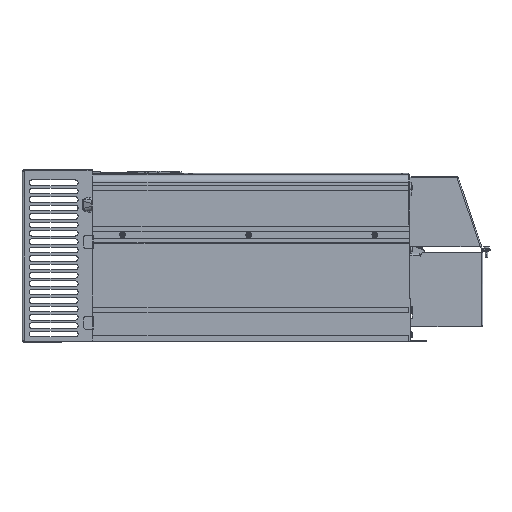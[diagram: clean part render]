
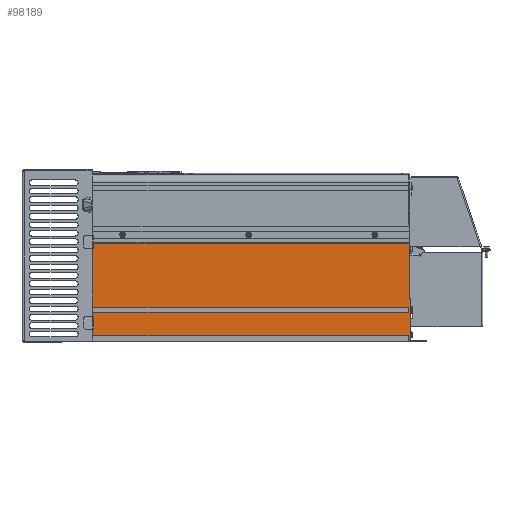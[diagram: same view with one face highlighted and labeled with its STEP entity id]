
A CAD part, left-side view. The second image highlights one B-rep face of the part: STEP entity #98189.
In plain terms, the highlighted face is planar.
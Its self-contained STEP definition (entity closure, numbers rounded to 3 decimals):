
#7899=DIRECTION('',(0.,0.,1.));
#7900=VECTOR('',#7899,60.);
#7901=CARTESIAN_POINT('',(-115.,-230.45,2.5));
#7902=LINE('',#7901,#7900);
#8041=DIRECTION('',(0.,1.,0.));
#8042=VECTOR('',#8041,17.8);
#8043=CARTESIAN_POINT('',(-115.,-248.25,2.5));
#8044=LINE('',#8043,#8042);
#8379=DIRECTION('',(0.,-1.,0.));
#8380=VECTOR('',#8379,12.);
#8381=CARTESIAN_POINT('',(-115.,223.75,1.));
#8382=LINE('',#8381,#8380);
#12434=DIRECTION('',(0.,0.,1.));
#12435=VECTOR('',#12434,78.6);
#12436=CARTESIAN_POINT('',(-115.,-229.45,62.5));
#12437=LINE('',#12436,#12435);
#14172=DIRECTION('',(0.,1.,0.));
#14173=VECTOR('',#14172,1.);
#14174=CARTESIAN_POINT('',(-115.,-230.45,62.5));
#14175=LINE('',#14174,#14173);
#14192=DIRECTION('',(0.,-1.,0.));
#14193=VECTOR('',#14192,453.207);
#14194=CARTESIAN_POINT('',(-115.019,223.757,
141.105));
#14195=LINE('',#14194,#14193);
#14196=DIRECTION('',(0.,1.,0.));
#14197=VECTOR('',#14196,460.);
#14198=CARTESIAN_POINT('',(-115.,-248.25,0.));
#14199=LINE('',#14198,#14197);
#14200=DIRECTION('',(0.,0.,-1.));
#14201=VECTOR('',#14200,1.);
#14202=CARTESIAN_POINT('',(-115.,223.75,1.));
#14203=LINE('',#14202,#14201);
#14204=DIRECTION('',(0.,1.,0.));
#14205=VECTOR('',#14204,36.);
#14206=CARTESIAN_POINT('',(-115.,223.75,0.));
#14207=LINE('',#14206,#14205);
#14208=DIRECTION('',(0.,-1.,0.));
#14209=VECTOR('',#14208,33.);
#14210=CARTESIAN_POINT('',(-115.,259.75,2.5));
#14211=LINE('',#14210,#14209);
#14212=DIRECTION('',(0.,-1.,0.));
#14213=VECTOR('',#14212,3.);
#14214=CARTESIAN_POINT('',(-115.,226.75,2.5));
#14215=LINE('',#14214,#14213);
#14216=DIRECTION('',(0.,0.,-1.));
#14217=VECTOR('',#14216,1.4);
#14218=CARTESIAN_POINT('',(-115.,223.75,2.5));
#14219=LINE('',#14218,#14217);
#14220=DIRECTION('',(0.,1.,0.));
#14221=VECTOR('',#14220,451.7);
#14222=CARTESIAN_POINT('',(-115.,-227.95,9.1));
#14223=LINE('',#14222,#14221);
#14224=DIRECTION('',(0.,0.,1.));
#14225=VECTOR('',#14224,12.4);
#14226=CARTESIAN_POINT('',(-115.,223.75,9.1));
#14227=LINE('',#14226,#14225);
#14228=DIRECTION('',(0.,0.,1.));
#14229=VECTOR('',#14228,12.);
#14230=CARTESIAN_POINT('',(-115.,223.75,21.5));
#14231=LINE('',#14230,#14229);
#14232=DIRECTION('',(0.,0.,1.));
#14233=VECTOR('',#14232,8.6);
#14234=CARTESIAN_POINT('',(-115.,223.75,33.5));
#14235=LINE('',#14234,#14233);
#14236=DIRECTION('',(0.,1.,0.));
#14237=VECTOR('',#14236,451.7);
#14238=CARTESIAN_POINT('',(-115.,-227.95,48.7));
#14239=LINE('',#14238,#14237);
#14240=DIRECTION('',(0.,0.,1.));
#14241=VECTOR('',#14240,87.8);
#14242=CARTESIAN_POINT('',(-115.,223.75,48.7));
#14243=LINE('',#14242,#14241);
#14244=DIRECTION('',(-0.004,0.002,1.));
#14245=VECTOR('',#14244,4.605);
#14246=CARTESIAN_POINT('',(-115.,223.75,136.5));
#14247=LINE('',#14246,#14245);
#14559=DIRECTION('',(0.,0.,-1.));
#14560=VECTOR('',#14559,6.6);
#14561=CARTESIAN_POINT('',(-115.,-227.95,48.7));
#14562=LINE('',#14561,#14560);
#14571=DIRECTION('',(0.,1.,0.));
#14572=VECTOR('',#14571,451.7);
#14573=CARTESIAN_POINT('',(-115.,-227.95,42.1));
#14574=LINE('',#14573,#14572);
#15470=DIRECTION('',(0.,0.,-1.));
#15471=VECTOR('',#15470,8.);
#15472=CARTESIAN_POINT('',(-115.,-227.95,9.1));
#15473=LINE('',#15472,#15471);
#15482=DIRECTION('',(0.,1.,0.));
#15483=VECTOR('',#15482,451.7);
#15484=CARTESIAN_POINT('',(-115.,-227.95,1.1));
#15485=LINE('',#15484,#15483);
#33446=DIRECTION('',(0.,0.,1.));
#33447=VECTOR('',#33446,2.5);
#33448=CARTESIAN_POINT('',(-115.,-248.25,0.));
#33449=LINE('',#33448,#33447);
#33518=DIRECTION('',(0.,0.,-1.));
#33519=VECTOR('',#33518,1.);
#33520=CARTESIAN_POINT('',(-115.,211.75,1.));
#33521=LINE('',#33520,#33519);
#33570=DIRECTION('',(0.,0.,-1.));
#33571=VECTOR('',#33570,2.5);
#33572=CARTESIAN_POINT('',(-115.,259.75,2.5));
#33573=LINE('',#33572,#33571);
#62971=CARTESIAN_POINT('',(-115.,-230.45,2.5));
#62972=VERTEX_POINT('',#62971);
#62973=CARTESIAN_POINT('',(-115.,-230.45,62.5));
#62974=VERTEX_POINT('',#62973);
#63055=CARTESIAN_POINT('',(-115.,-227.95,9.1));
#63056=CARTESIAN_POINT('',(-115.,-227.95,1.1));
#63057=VERTEX_POINT('',#63055);
#63058=VERTEX_POINT('',#63056);
#63071=CARTESIAN_POINT('',(-115.,-227.95,48.7));
#63072=CARTESIAN_POINT('',(-115.,-227.95,42.1));
#63073=VERTEX_POINT('',#63071);
#63074=VERTEX_POINT('',#63072);
#63740=CARTESIAN_POINT('',(-115.019,223.757,
141.105));
#63741=CARTESIAN_POINT('',(-115.,-229.45,141.1));
#63742=VERTEX_POINT('',#63740);
#63743=VERTEX_POINT('',#63741);
#63744=CARTESIAN_POINT('',(-115.,-229.45,62.5));
#63745=VERTEX_POINT('',#63744);
#63746=CARTESIAN_POINT('',(-115.,-248.25,2.5));
#63747=VERTEX_POINT('',#63746);
#63748=CARTESIAN_POINT('',(-115.,-248.25,0.));
#63749=VERTEX_POINT('',#63748);
#63750=CARTESIAN_POINT('',(-115.,211.75,0.));
#63751=VERTEX_POINT('',#63750);
#63752=CARTESIAN_POINT('',(-115.,211.75,1.));
#63753=VERTEX_POINT('',#63752);
#63754=CARTESIAN_POINT('',(-115.,223.75,1.));
#63755=VERTEX_POINT('',#63754);
#63756=CARTESIAN_POINT('',(-115.,223.75,0.));
#63757=VERTEX_POINT('',#63756);
#63758=CARTESIAN_POINT('',(-115.,259.75,0.));
#63759=VERTEX_POINT('',#63758);
#63760=CARTESIAN_POINT('',(-115.,259.75,2.5));
#63761=VERTEX_POINT('',#63760);
#63762=CARTESIAN_POINT('',(-115.,226.75,2.5));
#63763=VERTEX_POINT('',#63762);
#63764=CARTESIAN_POINT('',(-115.,223.75,2.5));
#63765=VERTEX_POINT('',#63764);
#63766=CARTESIAN_POINT('',(-115.,223.75,1.1));
#63767=VERTEX_POINT('',#63766);
#63768=CARTESIAN_POINT('',(-115.,223.75,9.1));
#63769=VERTEX_POINT('',#63768);
#63770=CARTESIAN_POINT('',(-115.,223.75,21.5));
#63771=VERTEX_POINT('',#63770);
#63772=CARTESIAN_POINT('',(-115.,223.75,33.5));
#63773=VERTEX_POINT('',#63772);
#63774=CARTESIAN_POINT('',(-115.,223.75,42.1));
#63775=VERTEX_POINT('',#63774);
#63776=CARTESIAN_POINT('',(-115.,223.75,48.7));
#63777=VERTEX_POINT('',#63776);
#63778=CARTESIAN_POINT('',(-115.,223.75,136.5));
#63779=VERTEX_POINT('',#63778);
#98138=CARTESIAN_POINT('',(-115.,223.75,227.));
#98139=DIRECTION('',(-1.,0.,0.));
#98140=DIRECTION('',(0.,0.,-1.));
#98141=AXIS2_PLACEMENT_3D('',#98138,#98139,#98140);
#98142=PLANE('',#98141);
#98144=ORIENTED_EDGE('',*,*,#98143,.T.);
#98145=ORIENTED_EDGE('',*,*,#95908,.F.);
#98146=ORIENTED_EDGE('',*,*,#98119,.F.);
#98147=ORIENTED_EDGE('',*,*,#89825,.F.);
#98148=ORIENTED_EDGE('',*,*,#89960,.F.);
#98150=ORIENTED_EDGE('',*,*,#98149,.F.);
#98151=ORIENTED_EDGE('',*,*,#90495,.T.);
#98153=ORIENTED_EDGE('',*,*,#98152,.F.);
#98154=ORIENTED_EDGE('',*,*,#90589,.F.);
#98156=ORIENTED_EDGE('',*,*,#98155,.T.);
#98157=ORIENTED_EDGE('',*,*,#90666,.T.);
#98159=ORIENTED_EDGE('',*,*,#98158,.F.);
#98160=ORIENTED_EDGE('',*,*,#90725,.T.);
#98162=ORIENTED_EDGE('',*,*,#98161,.T.);
#98164=ORIENTED_EDGE('',*,*,#98163,.T.);
#98166=ORIENTED_EDGE('',*,*,#98165,.F.);
#98168=ORIENTED_EDGE('',*,*,#98167,.F.);
#98170=ORIENTED_EDGE('',*,*,#98169,.T.);
#98172=ORIENTED_EDGE('',*,*,#98171,.T.);
#98174=ORIENTED_EDGE('',*,*,#98173,.T.);
#98176=ORIENTED_EDGE('',*,*,#98175,.T.);
#98178=ORIENTED_EDGE('',*,*,#98177,.F.);
#98180=ORIENTED_EDGE('',*,*,#98179,.F.);
#98182=ORIENTED_EDGE('',*,*,#98181,.T.);
#98184=ORIENTED_EDGE('',*,*,#98183,.T.);
#98186=ORIENTED_EDGE('',*,*,#98185,.T.);
#98187=EDGE_LOOP('',(#98144,#98145,#98146,#98147,#98148,#98150,#98151,#98153,
#98154,#98156,#98157,#98159,#98160,#98162,#98164,#98166,#98168,#98170,#98172,
#98174,#98176,#98178,#98180,#98182,#98184,#98186));
#98188=FACE_OUTER_BOUND('',#98187,.F.);
#98189=ADVANCED_FACE('',(#98188),#98142,.T.);
#89825=EDGE_CURVE('',#62972,#62974,#7902,.T.);
#89960=EDGE_CURVE('',#63747,#62972,#8044,.T.);
#90495=EDGE_CURVE('',#63749,#63751,#14199,.T.);
#90589=EDGE_CURVE('',#63755,#63753,#8382,.T.);
#90666=EDGE_CURVE('',#63757,#63759,#14207,.T.);
#90725=EDGE_CURVE('',#63761,#63763,#14211,.T.);
#95908=EDGE_CURVE('',#63745,#63743,#12437,.T.);
#98119=EDGE_CURVE('',#62974,#63745,#14175,.T.);
#98143=EDGE_CURVE('',#63742,#63743,#14195,.T.);
#98149=EDGE_CURVE('',#63749,#63747,#33449,.T.);
#98152=EDGE_CURVE('',#63753,#63751,#33521,.T.);
#98155=EDGE_CURVE('',#63755,#63757,#14203,.T.);
#98158=EDGE_CURVE('',#63761,#63759,#33573,.T.);
#98161=EDGE_CURVE('',#63763,#63765,#14215,.T.);
#98163=EDGE_CURVE('',#63765,#63767,#14219,.T.);
#98165=EDGE_CURVE('',#63058,#63767,#15485,.T.);
#98167=EDGE_CURVE('',#63057,#63058,#15473,.T.);
#98169=EDGE_CURVE('',#63057,#63769,#14223,.T.);
#98171=EDGE_CURVE('',#63769,#63771,#14227,.T.);
#98173=EDGE_CURVE('',#63771,#63773,#14231,.T.);
#98175=EDGE_CURVE('',#63773,#63775,#14235,.T.);
#98177=EDGE_CURVE('',#63074,#63775,#14574,.T.);
#98179=EDGE_CURVE('',#63073,#63074,#14562,.T.);
#98181=EDGE_CURVE('',#63073,#63777,#14239,.T.);
#98183=EDGE_CURVE('',#63777,#63779,#14243,.T.);
#98185=EDGE_CURVE('',#63779,#63742,#14247,.T.);
